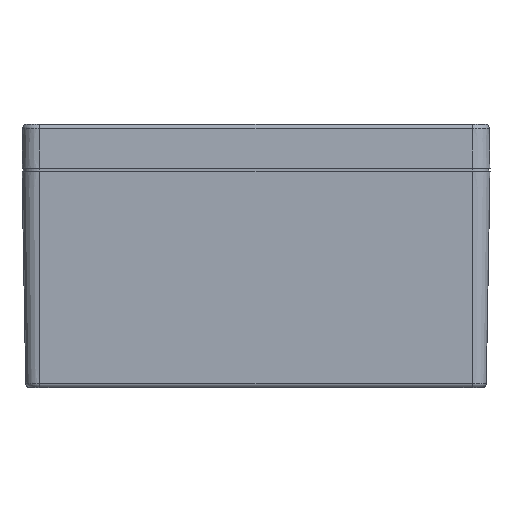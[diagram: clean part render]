
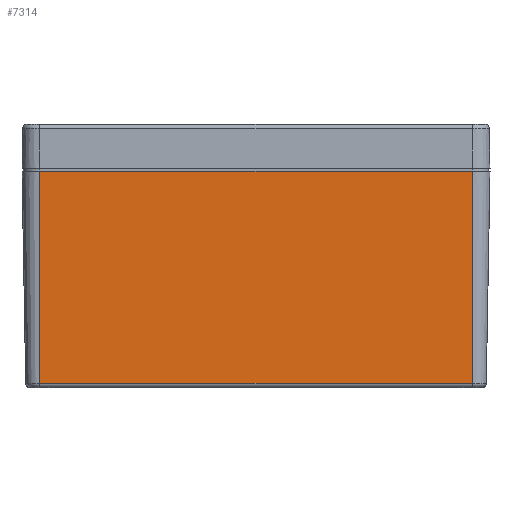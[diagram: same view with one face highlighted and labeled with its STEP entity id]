
A CAD part, front view. The second image highlights one B-rep face of the part: STEP entity #7314.
In plain terms, the highlighted planar face has unit normal (0, -1, -0.018).
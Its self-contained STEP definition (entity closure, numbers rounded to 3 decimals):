
#6978 = VERTEX_POINT ( 'NONE', #19551 ) ;
#7034 = EDGE_CURVE ( 'NONE', #7035, #6978, #19625, .T. ) ;
#7035 = VERTEX_POINT ( 'NONE', #19621 ) ;
#7137 = EDGE_CURVE ( 'NONE', #6978, #7145, #19832, .T. ) ;
#7145 = VERTEX_POINT ( 'NONE', #19816 ) ;
#7151 = VERTEX_POINT ( 'NONE', #19867 ) ;
#7153 = EDGE_CURVE ( 'NONE', #7145, #7151, #19866, .T. ) ;
#7314 = ADVANCED_FACE ( 'NONE', ( #20111 ), #20110, .T. ) ;
#7315 = EDGE_LOOP ( 'NONE', ( #7316, #7317, #7318, #7320 ) ) ;
#7316 = ORIENTED_EDGE ( 'NONE', *, *, #7137, .T. ) ;
#7317 = ORIENTED_EDGE ( 'NONE', *, *, #7153, .T. ) ;
#7318 = ORIENTED_EDGE ( 'NONE', *, *, #7319, .F. ) ;
#7319 = EDGE_CURVE ( 'NONE', #7035, #7151, #20105, .T. ) ;
#7320 = ORIENTED_EDGE ( 'NONE', *, *, #7034, .T. ) ;
#19551 = CARTESIAN_POINT ( 'NONE',  ( 1519.063, -112.088, 10.763 ) ) ;
#19621 = CARTESIAN_POINT ( 'NONE',  ( 1519.063, -110.822, -61.763 ) ) ;
#19622 = DIRECTION ( 'NONE',  ( 0., -0.017, 1. ) ) ;
#19623 = VECTOR ( 'NONE', #19622, 1000. ) ;
#19624 = CARTESIAN_POINT ( 'NONE',  ( 1519.063, -112.088, 10.763 ) ) ;
#19625 = LINE ( 'NONE', #19624, #19623 ) ;
#19816 = CARTESIAN_POINT ( 'NONE',  ( 1371.063, -112.088, 10.763 ) ) ;
#19829 = DIRECTION ( 'NONE',  ( -1., 0., 0. ) ) ;
#19830 = VECTOR ( 'NONE', #19829, 1000. ) ;
#19831 = CARTESIAN_POINT ( 'NONE',  ( 1445.063, -112.088, 10.763 ) ) ;
#19832 = LINE ( 'NONE', #19831, #19830 ) ;
#19863 = DIRECTION ( 'NONE',  ( 0., 0.017, -1. ) ) ;
#19864 = VECTOR ( 'NONE', #19863, 1000. ) ;
#19865 = CARTESIAN_POINT ( 'NONE',  ( 1371.063, -112.088, 10.763 ) ) ;
#19866 = LINE ( 'NONE', #19865, #19864 ) ;
#19867 = CARTESIAN_POINT ( 'NONE',  ( 1371.063, -110.822, -61.763 ) ) ;
#20102 = DIRECTION ( 'NONE',  ( -1., 0., 0. ) ) ;
#20103 = VECTOR ( 'NONE', #20102, 1000. ) ;
#20104 = CARTESIAN_POINT ( 'NONE',  ( 1445.063, -110.822, -61.763 ) ) ;
#20105 = LINE ( 'NONE', #20104, #20103 ) ;
#20106 = DIRECTION ( 'NONE',  ( 0., 0.017, -1. ) ) ;
#20107 = DIRECTION ( 'NONE',  ( 0., -1., -0.017 ) ) ;
#20108 = CARTESIAN_POINT ( 'NONE',  ( 1445.063, -112.088, 10.763 ) ) ;
#20109 = AXIS2_PLACEMENT_3D ( 'NONE', #20108, #20107, #20106 ) ;
#20110 = PLANE ( 'NONE',  #20109 ) ;
#20111 = FACE_OUTER_BOUND ( 'NONE', #7315, .T. ) ;
